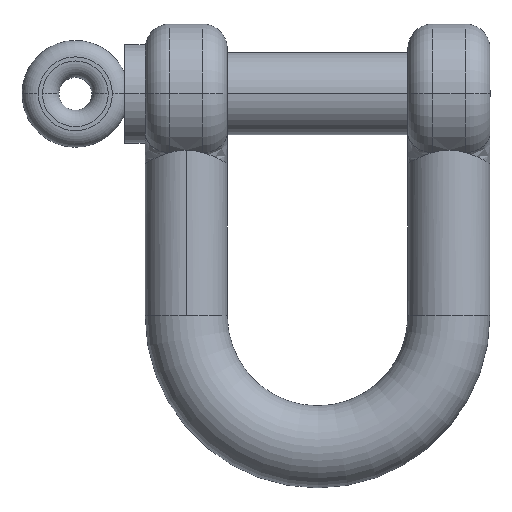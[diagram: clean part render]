
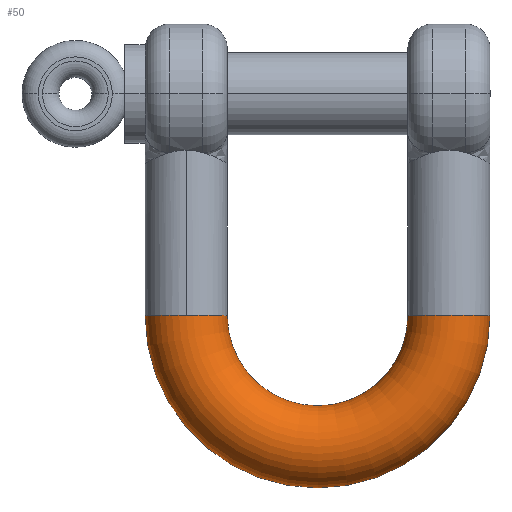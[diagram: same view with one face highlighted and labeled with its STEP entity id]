
A CAD part, top view. The second image highlights one B-rep face of the part: STEP entity #50.
In plain terms, the highlighted toroidal (fillet/blend) face has major radius 16 mm and minor radius 5 mm.
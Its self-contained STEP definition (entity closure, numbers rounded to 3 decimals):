
#31 = VERTEX_POINT ( 'NONE', #674 ) ;
#32 = VERTEX_POINT ( 'NONE', #673 ) ;
#34 = EDGE_CURVE ( 'NONE', #32, #35, #672, .T. ) ;
#35 = VERTEX_POINT ( 'NONE', #667 ) ;
#50 = ADVANCED_FACE ( 'NONE', ( #842 ), #698, .T. ) ;
#51 = EDGE_LOOP ( 'NONE', ( #372, #246, #297, #290, #403 ) ) ;
#58 = VERTEX_POINT ( 'NONE', #780 ) ;
#60 = EDGE_CURVE ( 'NONE', #31, #58, #810, .T. ) ;
#101 = VERTEX_POINT ( 'NONE', #850 ) ;
#232 = EDGE_CURVE ( 'NONE', #101, #58, #1333, .T. ) ;
#233 = EDGE_CURVE ( 'NONE', #32, #31, #1284, .T. ) ;
#246 = ORIENTED_EDGE ( 'NONE', *, *, #233, .T. ) ;
#267 = EDGE_CURVE ( 'NONE', #35, #101, #1490, .T. ) ;
#290 = ORIENTED_EDGE ( 'NONE', *, *, #232, .F. ) ;
#297 = ORIENTED_EDGE ( 'NONE', *, *, #60, .T. ) ;
#372 = ORIENTED_EDGE ( 'NONE', *, *, #34, .F. ) ;
#403 = ORIENTED_EDGE ( 'NONE', *, *, #267, .F. ) ;
#667 = CARTESIAN_POINT ( 'NONE',  ( -21., -27., 0. ) ) ;
#668 = DIRECTION ( 'NONE',  ( -1., 0., 0. ) ) ;
#669 = DIRECTION ( 'NONE',  ( 0., 0., -1. ) ) ;
#670 = CARTESIAN_POINT ( 'NONE',  ( 0., -27., 0. ) ) ;
#671 = AXIS2_PLACEMENT_3D ( 'NONE', #670, #669, #668 ) ;
#672 = CIRCLE ( 'NONE', #671, 21. ) ;
#673 = CARTESIAN_POINT ( 'NONE',  ( 21., -27., 0. ) ) ;
#674 = CARTESIAN_POINT ( 'NONE',  ( 11., -27., 0. ) ) ;
#698 = TOROIDAL_SURFACE ( 'NONE', #843, 16., 5. ) ;
#699 = DIRECTION ( 'NONE',  ( 0., 0., -1. ) ) ;
#700 = CARTESIAN_POINT ( 'NONE',  ( 0., -27., 0. ) ) ;
#780 = CARTESIAN_POINT ( 'NONE',  ( -11., -27., 0. ) ) ;
#806 = DIRECTION ( 'NONE',  ( -1., 0., 0. ) ) ;
#807 = DIRECTION ( 'NONE',  ( 0., 0., -1. ) ) ;
#808 = CARTESIAN_POINT ( 'NONE',  ( 0., -27., 0. ) ) ;
#809 = AXIS2_PLACEMENT_3D ( 'NONE', #808, #807, #806 ) ;
#810 = CIRCLE ( 'NONE', #809, 11. ) ;
#832 = DIRECTION ( 'NONE',  ( -1., 0., 0. ) ) ;
#842 = FACE_OUTER_BOUND ( 'NONE', #51, .T. ) ;
#843 = AXIS2_PLACEMENT_3D ( 'NONE', #700, #699, #832 ) ;
#850 = CARTESIAN_POINT ( 'NONE',  ( -16., -27., 5. ) ) ;
#1265 = DIRECTION ( 'NONE',  ( 0., 0., 1. ) ) ;
#1266 = DIRECTION ( 'NONE',  ( 0., -1., 0. ) ) ;
#1283 = AXIS2_PLACEMENT_3D ( 'NONE', #1334, #1266, #1265 ) ;
#1284 = CIRCLE ( 'NONE', #1283, 5. ) ;
#1286 = DIRECTION ( 'NONE',  ( 0., 0., 1. ) ) ;
#1330 = DIRECTION ( 'NONE',  ( 0., 1., 0. ) ) ;
#1331 = CARTESIAN_POINT ( 'NONE',  ( -16., -27., 0. ) ) ;
#1332 = AXIS2_PLACEMENT_3D ( 'NONE', #1331, #1330, #1286 ) ;
#1333 = CIRCLE ( 'NONE', #1332, 5. ) ;
#1334 = CARTESIAN_POINT ( 'NONE',  ( 16., -27., 0. ) ) ;
#1431 = DIRECTION ( 'NONE',  ( 0., 0., 1. ) ) ;
#1432 = DIRECTION ( 'NONE',  ( 0., 1., 0. ) ) ;
#1433 = AXIS2_PLACEMENT_3D ( 'NONE', #1501, #1432, #1431 ) ;
#1490 = CIRCLE ( 'NONE', #1433, 5. ) ;
#1501 = CARTESIAN_POINT ( 'NONE',  ( -16., -27., 0. ) ) ;
